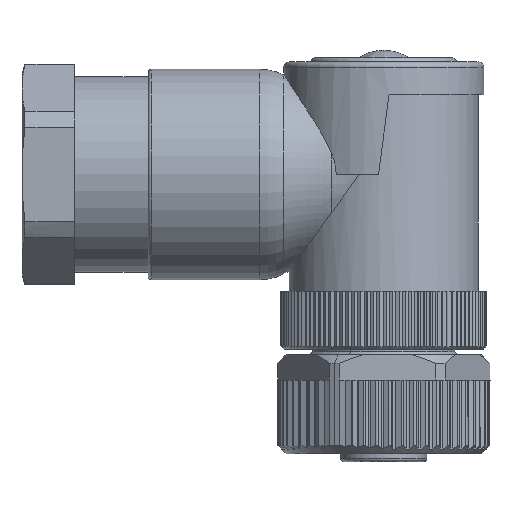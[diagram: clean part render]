
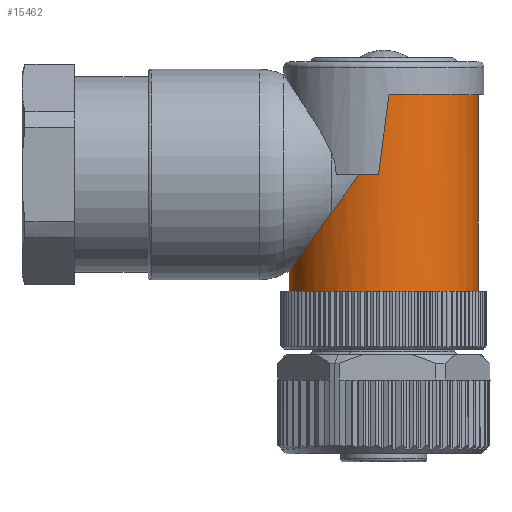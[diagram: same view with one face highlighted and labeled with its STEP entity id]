
A CAD part, left-side view. The second image highlights one B-rep face of the part: STEP entity #15462.
In plain terms, the highlighted cylindrical face has radius 9 mm (diameter 18 mm), a partial arc.
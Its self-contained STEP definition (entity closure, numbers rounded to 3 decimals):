
#15394=AXIS2_PLACEMENT_3D('Cylinder Axis2P3D',#15391,#15392,#15393) ;
#15398=AXIS2_PLACEMENT_3D('Circle Axis2P3D',#15396,#15397,$) ;
#15413=AXIS2_PLACEMENT_3D('Circle Axis2P3D',#15411,#15412,$) ;
#15261=CARTESIAN_POINT('Vertex',(10.085,19.1,16.2)) ;
#15263=CARTESIAN_POINT('Vertex',(10.085,1.1,16.2)) ;
#15267=CARTESIAN_POINT('Control Point',(10.085,1.1,16.2)) ;
#15268=CARTESIAN_POINT('Control Point',(9.204,1.1,16.2)) ;
#15269=CARTESIAN_POINT('Control Point',(8.322,1.208,16.2)) ;
#15270=CARTESIAN_POINT('Control Point',(7.457,1.424,16.2)) ;
#15271=CARTESIAN_POINT('Control Point',(5.8,2.063,16.2)) ;
#15272=CARTESIAN_POINT('Control Point',(4.345,3.084,16.2)) ;
#15273=CARTESIAN_POINT('Control Point',(3.684,3.681,16.2)) ;
#15274=CARTESIAN_POINT('Control Point',(2.522,5.025,16.2)) ;
#15275=CARTESIAN_POINT('Control Point',(1.719,6.61,16.2)) ;
#15276=CARTESIAN_POINT('Control Point',(1.417,7.448,16.2)) ;
#15277=CARTESIAN_POINT('Control Point',(1.024,9.181,16.2)) ;
#15278=CARTESIAN_POINT('Control Point',(1.061,10.957,16.2)) ;
#15279=CARTESIAN_POINT('Control Point',(1.188,11.839,16.2)) ;
#15280=CARTESIAN_POINT('Control Point',(1.657,13.552,16.2)) ;
#15281=CARTESIAN_POINT('Control Point',(2.525,15.102,16.2)) ;
#15282=CARTESIAN_POINT('Control Point',(3.053,15.82,16.2)) ;
#15283=CARTESIAN_POINT('Control Point',(4.273,17.112,16.2)) ;
#15284=CARTESIAN_POINT('Control Point',(5.768,18.071,16.2)) ;
#15285=CARTESIAN_POINT('Control Point',(6.572,18.457,16.2)) ;
#15286=CARTESIAN_POINT('Control Point',(7.761,18.856,16.2)) ;
#15287=CARTESIAN_POINT('Control Point',(8.993,19.045,16.2)) ;
#15288=CARTESIAN_POINT('Control Point',(9.358,19.082,16.2)) ;
#15289=CARTESIAN_POINT('Control Point',(9.722,19.1,16.2)) ;
#15290=CARTESIAN_POINT('Control Point',(10.085,19.1,16.2)) ;
#15302=CARTESIAN_POINT('Line Origine',(10.085,1.1,12.9)) ;
#15306=CARTESIAN_POINT('Vertex',(10.085,1.1,34.9)) ;
#15309=CARTESIAN_POINT('Line Origine',(10.085,19.1,12.9)) ;
#15313=CARTESIAN_POINT('Vertex',(10.085,19.1,18.099)) ;
#15391=CARTESIAN_POINT('Axis2P3D Location',(10.085,10.1,12.9)) ;
#15396=CARTESIAN_POINT('Axis2P3D Location',(10.085,10.1,34.9)) ;
#15400=CARTESIAN_POINT('Vertex',(1.099,9.6,34.9)) ;
#15404=CARTESIAN_POINT('Control Point',(1.099,9.6,34.9)) ;
#15405=CARTESIAN_POINT('Control Point',(1.081,9.933,32.367)) ;
#15406=CARTESIAN_POINT('Control Point',(1.081,10.267,29.833)) ;
#15407=CARTESIAN_POINT('Control Point',(1.099,10.6,27.3)) ;
#15408=CARTESIAN_POINT('Vertex',(1.099,10.6,27.3)) ;
#15411=CARTESIAN_POINT('Axis2P3D Location',(10.085,10.1,27.3)) ;
#15415=CARTESIAN_POINT('Vertex',(1.396,12.444,27.3)) ;
#15419=CARTESIAN_POINT('Control Point',(2.568,15.049,23.677)) ;
#15420=CARTESIAN_POINT('Control Point',(2.01,14.2,24.837)) ;
#15421=CARTESIAN_POINT('Control Point',(1.631,13.316,26.056)) ;
#15422=CARTESIAN_POINT('Control Point',(1.396,12.444,27.3)) ;
#15423=CARTESIAN_POINT('Vertex',(2.568,15.049,23.677)) ;
#15427=CARTESIAN_POINT('Control Point',(3.959,16.693,21.437)) ;
#15428=CARTESIAN_POINT('Control Point',(3.403,16.176,22.142)) ;
#15429=CARTESIAN_POINT('Control Point',(2.944,15.62,22.897)) ;
#15430=CARTESIAN_POINT('Control Point',(2.568,15.049,23.677)) ;
#15431=CARTESIAN_POINT('Vertex',(3.959,16.693,21.437)) ;
#15435=CARTESIAN_POINT('Control Point',(6.532,18.369,19.128)) ;
#15436=CARTESIAN_POINT('Control Point',(5.755,18.035,19.594)) ;
#15437=CARTESIAN_POINT('Control Point',(5.07,17.625,20.159)) ;
#15438=CARTESIAN_POINT('Control Point',(4.476,17.174,20.78)) ;
#15439=CARTESIAN_POINT('Control Point',(3.959,16.693,21.437)) ;
#15440=CARTESIAN_POINT('Vertex',(6.532,18.369,19.128)) ;
#15444=CARTESIAN_POINT('Control Point',(10.085,19.1,18.099)) ;
#15445=CARTESIAN_POINT('Control Point',(9.127,19.1,18.099)) ;
#15446=CARTESIAN_POINT('Control Point',(8.171,18.962,18.309)) ;
#15447=CARTESIAN_POINT('Control Point',(7.303,18.7,18.666)) ;
#15448=CARTESIAN_POINT('Control Point',(6.532,18.369,19.128)) ;
#15303=DIRECTION('Vector Direction',(0.,0.,1.)) ;
#15310=DIRECTION('Vector Direction',(0.,0.,1.)) ;
#15392=DIRECTION('Axis2P3D Direction',(0.,0.,1.)) ;
#15393=DIRECTION('Axis2P3D XDirection',(0.,1.,0.)) ;
#15397=DIRECTION('Axis2P3D Direction',(0.,0.,1.)) ;
#15412=DIRECTION('Axis2P3D Direction',(0.,0.,1.)) ;
#15304=VECTOR('Line Direction',#15303,1.) ;
#15311=VECTOR('Line Direction',#15310,1.) ;
#15451=ORIENTED_EDGE('',*,*,#15315,.T.) ;
#15452=ORIENTED_EDGE('',*,*,#15291,.F.) ;
#15453=ORIENTED_EDGE('',*,*,#15308,.T.) ;
#15454=ORIENTED_EDGE('',*,*,#15402,.T.) ;
#15455=ORIENTED_EDGE('',*,*,#15410,.T.) ;
#15456=ORIENTED_EDGE('',*,*,#15417,.F.) ;
#15457=ORIENTED_EDGE('',*,*,#15425,.F.) ;
#15458=ORIENTED_EDGE('',*,*,#15433,.F.) ;
#15459=ORIENTED_EDGE('',*,*,#15442,.F.) ;
#15460=ORIENTED_EDGE('',*,*,#15449,.F.) ;
#15462=ADVANCED_FACE('Hauptkoerper',(#15461),#15395,.T.) ;
#15266=B_SPLINE_CURVE_WITH_KNOTS('',5,(#15267,#15268,#15269,#15270,#15271,#15272,#15273,#15274,#15275,#15276,#15277,#15278,#15279,#15280,#15281,#15282,#15283,#15284,#15285,#15286,#15287,#15288,#15289,#15290),.UNSPECIFIED.,.F.,.U.,(6,3,3,3,3,3,3,6),(0.,6.25,12.5,18.75,25.001,31.251,37.501,40.077),.UNSPECIFIED.) ;
#15403=B_SPLINE_CURVE_WITH_KNOTS('',3,(#15404,#15405,#15406,#15407),.UNSPECIFIED.,.F.,.U.,(4,4),(0.,10.841),.UNSPECIFIED.) ;
#15418=B_SPLINE_CURVE_WITH_KNOTS('',3,(#15419,#15420,#15421,#15422),.UNSPECIFIED.,.F.,.U.,(4,4),(0.,6.542),.UNSPECIFIED.) ;
#15426=B_SPLINE_CURVE_WITH_KNOTS('',3,(#15427,#15428,#15429,#15430),.UNSPECIFIED.,.F.,.U.,(4,4),(0.,4.404),.UNSPECIFIED.) ;
#15434=B_SPLINE_CURVE_WITH_KNOTS('',4,(#15435,#15436,#15437,#15438,#15439),.UNSPECIFIED.,.F.,.U.,(5,5),(0.,5.475),.UNSPECIFIED.) ;
#15443=B_SPLINE_CURVE_WITH_KNOTS('',4,(#15444,#15445,#15446,#15447,#15448),.UNSPECIFIED.,.F.,.U.,(5,5),(0.,5.454),.UNSPECIFIED.) ;
#15399=CIRCLE('generated circle',#15398,9.) ;
#15414=CIRCLE('generated circle',#15413,9.) ;
#15395=CYLINDRICAL_SURFACE('generated cylinder',#15394,9.) ;
#15291=EDGE_CURVE('',#15264,#15262,#15266,.T.) ;
#15308=EDGE_CURVE('',#15264,#15307,#15305,.T.) ;
#15315=EDGE_CURVE('',#15314,#15262,#15312,.F.) ;
#15402=EDGE_CURVE('',#15307,#15401,#15399,.F.) ;
#15410=EDGE_CURVE('',#15401,#15409,#15403,.T.) ;
#15417=EDGE_CURVE('',#15416,#15409,#15414,.T.) ;
#15425=EDGE_CURVE('',#15424,#15416,#15418,.T.) ;
#15433=EDGE_CURVE('',#15432,#15424,#15426,.T.) ;
#15442=EDGE_CURVE('',#15441,#15432,#15434,.T.) ;
#15449=EDGE_CURVE('',#15314,#15441,#15443,.T.) ;
#15450=EDGE_LOOP('',(#15451,#15452,#15453,#15454,#15455,#15456,#15457,#15458,#15459,#15460)) ;
#15461=FACE_OUTER_BOUND('',#15450,.T.) ;
#15305=LINE('Line',#15302,#15304) ;
#15312=LINE('Line',#15309,#15311) ;
#15262=VERTEX_POINT('',#15261) ;
#15264=VERTEX_POINT('',#15263) ;
#15307=VERTEX_POINT('',#15306) ;
#15314=VERTEX_POINT('',#15313) ;
#15401=VERTEX_POINT('',#15400) ;
#15409=VERTEX_POINT('',#15408) ;
#15416=VERTEX_POINT('',#15415) ;
#15424=VERTEX_POINT('',#15423) ;
#15432=VERTEX_POINT('',#15431) ;
#15441=VERTEX_POINT('',#15440) ;
